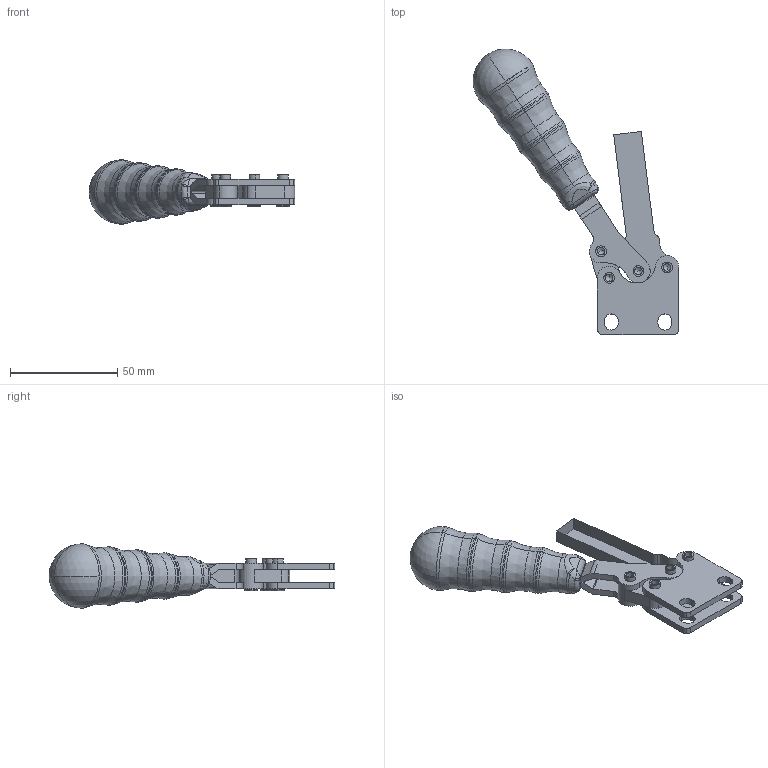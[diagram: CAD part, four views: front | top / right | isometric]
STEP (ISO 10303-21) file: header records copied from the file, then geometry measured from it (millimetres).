
FILE_DESCRIPTION((''),'2;1');
FILE_NAME('122F.1-opened.stp','2005-09-27T15:31:24',('Kysilko'),(''),'Autodesk Inventor 8','Autodesk Inventor 8','');
FILE_SCHEMA(('AUTOMOTIVE_DESIGN { 1 0 10303 214 1 1 1 1 }'));
Length unit declared in the file: millimetre
Products named in the file (1): Part15
Bounding box: 96.03 x 133.4 x 30 mm (x, y, z)
Volume: 52369.2 mm3; surface area: 19361.5 mm2
Topology: 1 solids, 6 shells, 854 faces, 2304 edges, 1313 vertices
Faces by surface type: plane 351, cone 310, bspline 89, cylinder 86, sphere 10, torus 8
Entity records: 32309 total; most frequent: CARTESIAN_POINT 12059, ORIENTED_EDGE 4574, DIRECTION 4186, EDGE_CURVE 2287, AXIS2_PLACEMENT_3D 1739, VERTEX_POINT 1313, EDGE_LOOP 1028, CIRCLE 973
